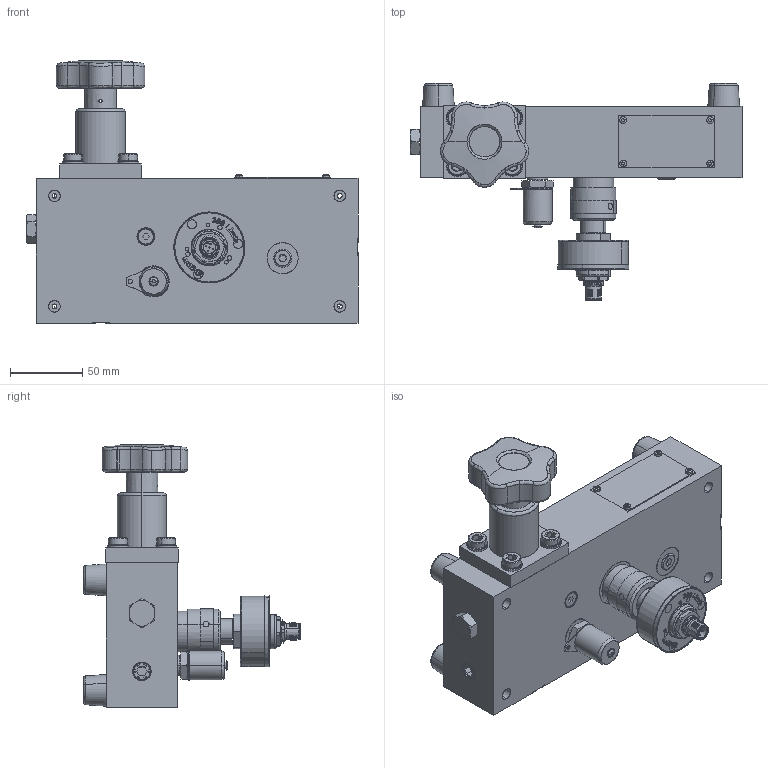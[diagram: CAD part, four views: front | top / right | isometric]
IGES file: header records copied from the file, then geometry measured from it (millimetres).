
Start section: SolidWorks IGES file using analytic representation for surfaces
Global section: file name: FT9507-27.IGS; native system: SolidWorks 2017; preprocessor: SolidWorks 2017; author: pcw; date: 201112.134252; units: millimetre
Bounding box: 229 x 149.64 x 181.36 mm (x, y, z)
Surface area: 136440.7 mm2 (no closed solid volume)
Topology: 0 solids, 0 shells, 801 faces, 12613 edges, 12611 vertices
Faces by surface type: bspline 480, revolution 321
